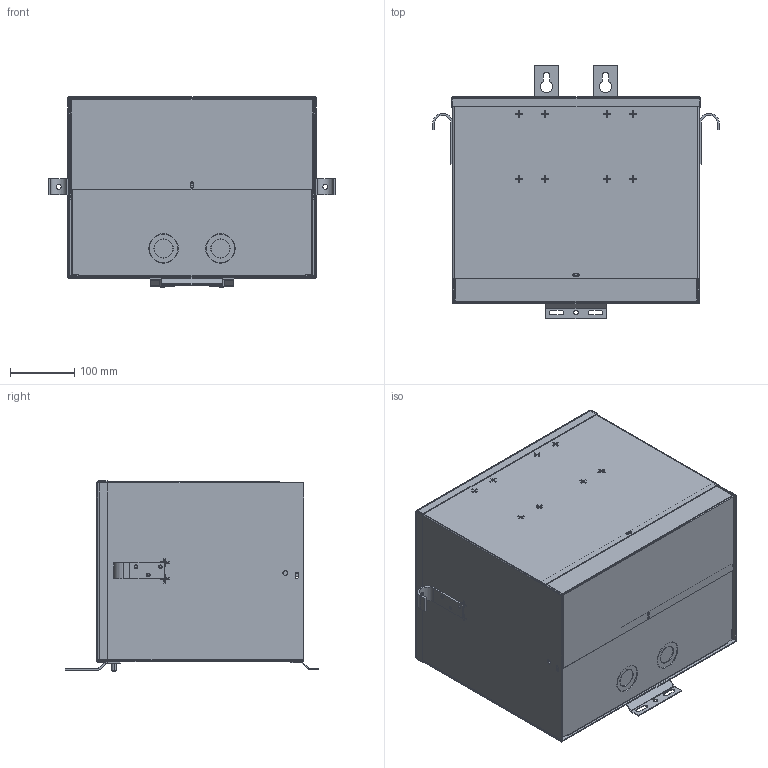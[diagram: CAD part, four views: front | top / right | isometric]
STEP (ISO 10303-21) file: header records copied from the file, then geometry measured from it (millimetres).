
FILE_DESCRIPTION (( 'STEP AP214' ), '1' );
FILE_NAME ('T2A793321S.step', '2016-04-18T20:42:08', ( '' ), ( '' ), 'SwSTEP 2.0', 'SolidWorks 2015', '' );
FILE_SCHEMA (( 'AUTOMOTIVE_DESIGN' ));
Length unit declared in the file: inch
Products named in the file (1): T2A793321S
Bounding box: 447.8 x 395.57 x 297.11 mm (x, y, z)
Volume: 1084701.7 mm3; surface area: 1420594.6 mm2
Topology: 12 solids, 12 shells, 707 faces, 1820 edges, 1188 vertices
Faces by surface type: plane 499, cylinder 138, cone 38, bspline 32
Entity records: 34046 total; most frequent: CARTESIAN_POINT 7300, ORIENTED_EDGE 3640, DIRECTION 3412, EDGE_CURVE 1820, VECTOR 1452, LINE 1452, VERTEX_POINT 1188, AXIS2_PLACEMENT_3D 980
